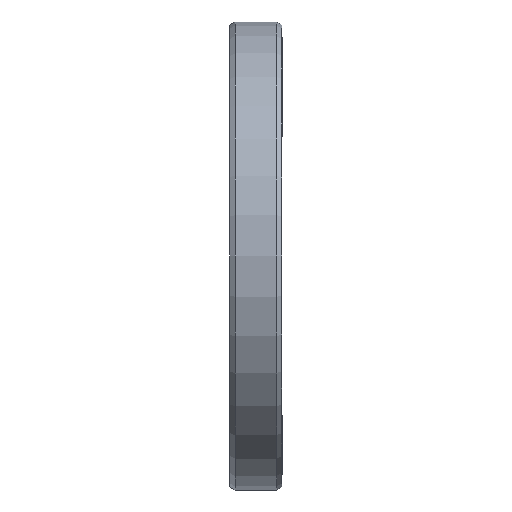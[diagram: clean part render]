
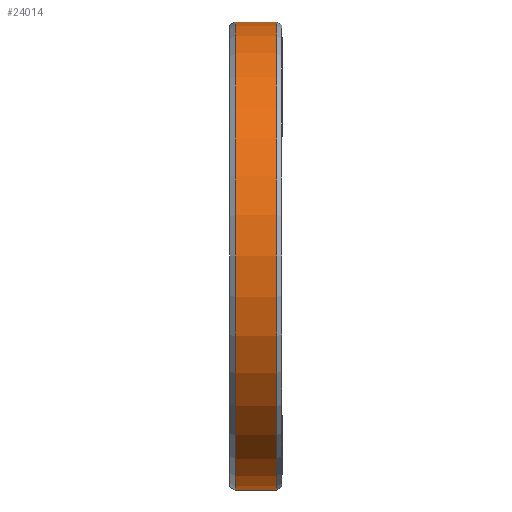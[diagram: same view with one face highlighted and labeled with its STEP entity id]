
A CAD part, left-side view. The second image highlights one B-rep face of the part: STEP entity #24014.
In plain terms, the highlighted cylindrical face has radius 45 mm (diameter 90 mm), a partial arc.
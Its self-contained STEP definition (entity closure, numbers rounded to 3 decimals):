
#23324=DIRECTION('',(0.,1.,0.));
#23325=VECTOR('',#23324,8.);
#23326=CARTESIAN_POINT('',(0.,-4.,-45.));
#23327=LINE('',#23326,#23325);
#23331=DIRECTION('',(0.,1.,0.));
#23332=VECTOR('',#23331,8.);
#23333=CARTESIAN_POINT('',(0.,-4.,45.));
#23334=LINE('',#23333,#23332);
#23338=CARTESIAN_POINT('',(0.,-4.,0.));
#23339=DIRECTION('',(0.,1.,0.));
#23340=DIRECTION('',(0.,0.,-1.));
#23341=AXIS2_PLACEMENT_3D('',#23338,#23339,#23340);
#23376=CARTESIAN_POINT('',(0.,4.,0.));
#23377=DIRECTION('',(0.,1.,0.));
#23378=DIRECTION('',(0.,0.,-1.));
#23379=AXIS2_PLACEMENT_3D('',#23376,#23377,#23378);
#23409=CARTESIAN_POINT('',(0.,-4.,-45.));
#23411=VERTEX_POINT('',#23409);
#23412=CARTESIAN_POINT('',(0.,4.,-45.));
#23413=VERTEX_POINT('',#23412);
#23441=CARTESIAN_POINT('',(0.,-4.,45.));
#23443=VERTEX_POINT('',#23441);
#23444=CARTESIAN_POINT('',(0.,4.,45.));
#23445=VERTEX_POINT('',#23444);
#24000=CARTESIAN_POINT('',(0.,47.363,0.));
#24001=DIRECTION('',(0.,-1.,0.));
#24002=DIRECTION('',(0.,0.,1.));
#24003=AXIS2_PLACEMENT_3D('',#24000,#24001,#24002);
#24004=CYLINDRICAL_SURFACE('',#24003,45.);
#24006=ORIENTED_EDGE('',*,*,#24005,.T.);
#24008=ORIENTED_EDGE('',*,*,#24007,.T.);
#24010=ORIENTED_EDGE('',*,*,#24009,.F.);
#24011=ORIENTED_EDGE('',*,*,#23986,.F.);
#24012=EDGE_LOOP('',(#24006,#24008,#24010,#24011));
#24013=FACE_OUTER_BOUND('',#24012,.F.);
#23342=CIRCLE('',#23341,45.);
#23380=CIRCLE('',#23379,45.);
#23986=EDGE_CURVE('',#23411,#23443,#23342,.T.);
#24005=EDGE_CURVE('',#23411,#23413,#23327,.T.);
#24007=EDGE_CURVE('',#23413,#23445,#23380,.T.);
#24009=EDGE_CURVE('',#23443,#23445,#23334,.T.);
#24014=ADVANCED_FACE('',(#24013),#24004,.T.);
